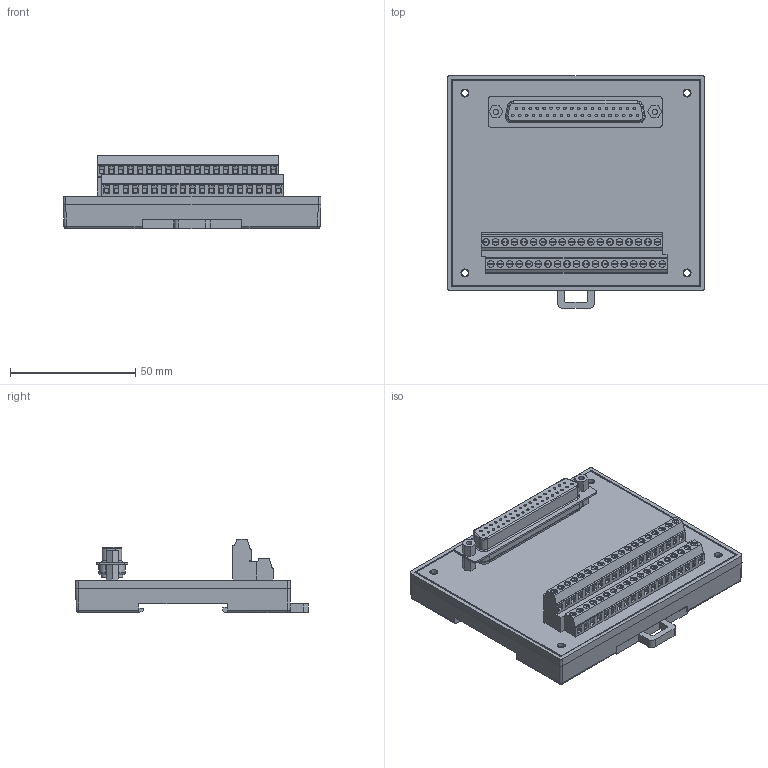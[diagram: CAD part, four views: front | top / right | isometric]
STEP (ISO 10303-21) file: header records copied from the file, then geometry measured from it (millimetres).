
FILE_DESCRIPTION (( 'STEP AP203' ), '1' );
FILE_NAME ('DN-37-381.STEP', '2018-08-02T00:47:54', ( 'user' ), ( '' ), 'SwSTEP 2.0', 'SolidWorks 2013', '' );
FILE_SCHEMA (( 'CONFIG_CONTROL_DESIGN' ));
Length unit declared in the file: millimetre
Products named in the file (8): DB37_F_180D_DIP; MB362-381A-2x19; DN-37-381_PCB; DN-37-381; 4SDPP-004; 4SDPP-004-A
Assembly tree (7 placements, depth 3):
  DN-37-381
    4SDPP-004
      4SDPP-004
      4SDPP-004-A
    DN-37-381_PCB
      DN-37-381_PCB
      DB37_F_180D_DIP
      MB362-381A-2x19
Bounding box: 102.9 x 93.03 x 29.2 mm (x, y, z)
Volume: 57468.2 mm3; surface area: 62066.5 mm2
Topology: 5 solids, 5 shells, 1478 faces, 3491 edges, 2243 vertices
Faces by surface type: plane 1047, cylinder 393, sphere 19, torus 15, cone 4
Entity records: 42984 total; most frequent: DIRECTION 7412, CARTESIAN_POINT 7223, ORIENTED_EDGE 6934, EDGE_CURVE 3467, LINE 2484, VECTOR 2484, AXIS2_PLACEMENT_3D 2464, VERTEX_POINT 2243
